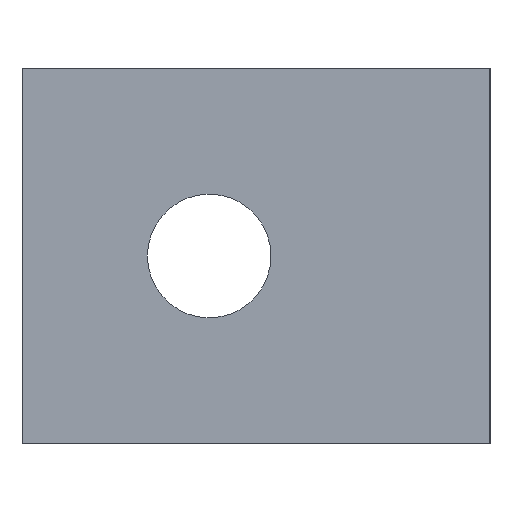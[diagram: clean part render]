
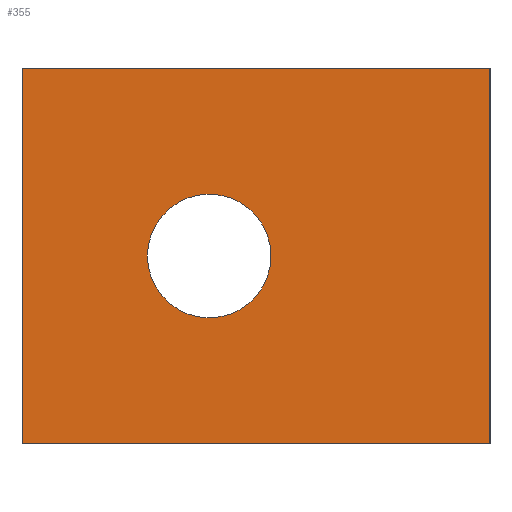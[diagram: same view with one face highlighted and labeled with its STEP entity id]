
A CAD part, left-side view. The second image highlights one B-rep face of the part: STEP entity #355.
In plain terms, the highlighted planar face has unit normal (-1, 0, 0).
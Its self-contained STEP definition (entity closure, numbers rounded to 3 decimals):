
#21 = CARTESIAN_POINT ( 'NONE',  ( 0., 0., 0. ) ) ;
#22 = LINE ( 'NONE', #60, #169 ) ;
#25 = DIRECTION ( 'NONE',  ( 0., 0., -1. ) ) ;
#26 = CARTESIAN_POINT ( 'NONE',  ( 0., 25., 0. ) ) ;
#43 = ORIENTED_EDGE ( 'NONE', *, *, #266, .T. ) ;
#47 = DIRECTION ( 'NONE',  ( 0., 0., -1. ) ) ;
#49 = EDGE_CURVE ( 'NONE', #168, #194, #167, .T. ) ;
#60 = CARTESIAN_POINT ( 'NONE',  ( 0., 25., -20. ) ) ;
#71 = DIRECTION ( 'NONE',  ( 1., 0., 0. ) ) ;
#77 = FACE_BOUND ( 'NONE', #391, .T. ) ;
#83 = CARTESIAN_POINT ( 'NONE',  ( 0., 0., 0. ) ) ;
#89 = VECTOR ( 'NONE', #341, 1000. ) ;
#96 = VERTEX_POINT ( 'NONE', #187 ) ;
#106 = PLANE ( 'NONE',  #230 ) ;
#129 = VERTEX_POINT ( 'NONE', #255 ) ;
#131 = DIRECTION ( 'NONE',  ( 1., 0., 0. ) ) ;
#132 = DIRECTION ( 'NONE',  ( 0., -1., 0. ) ) ;
#144 = VERTEX_POINT ( 'NONE', #408 ) ;
#146 = ORIENTED_EDGE ( 'NONE', *, *, #285, .T. ) ;
#147 = AXIS2_PLACEMENT_3D ( 'NONE', #460, #131, #25 ) ;
#166 = DIRECTION ( 'NONE',  ( 0., -1., 0. ) ) ;
#167 = LINE ( 'NONE', #26, #380 ) ;
#168 = VERTEX_POINT ( 'NONE', #342 ) ;
#169 = VECTOR ( 'NONE', #166, 1000. ) ;
#183 = FACE_OUTER_BOUND ( 'NONE', #199, .T. ) ;
#187 = CARTESIAN_POINT ( 'NONE',  ( 0., 15., -6.7 ) ) ;
#194 = VERTEX_POINT ( 'NONE', #21 ) ;
#199 = EDGE_LOOP ( 'NONE', ( #248, #43, #420, #204 ) ) ;
#204 = ORIENTED_EDGE ( 'NONE', *, *, #49, .F. ) ;
#211 = VERTEX_POINT ( 'NONE', #277 ) ;
#214 = EDGE_CURVE ( 'NONE', #194, #129, #302, .T. ) ;
#230 = AXIS2_PLACEMENT_3D ( 'NONE', #250, #71, #402 ) ;
#247 = CIRCLE ( 'NONE', #147, 3.3 ) ;
#248 = ORIENTED_EDGE ( 'NONE', *, *, #337, .T. ) ;
#250 = CARTESIAN_POINT ( 'NONE',  ( 0., 25., 0. ) ) ;
#255 = CARTESIAN_POINT ( 'NONE',  ( 0., 0., -20. ) ) ;
#266 = EDGE_CURVE ( 'NONE', #211, #129, #22, .T. ) ;
#277 = CARTESIAN_POINT ( 'NONE',  ( 0., 25., -20. ) ) ;
#285 = EDGE_CURVE ( 'NONE', #96, #144, #247, .T. ) ;
#288 = CARTESIAN_POINT ( 'NONE',  ( 0., 25., 0. ) ) ;
#289 = VECTOR ( 'NONE', #400, 1000. ) ;
#302 = LINE ( 'NONE', #83, #89 ) ;
#322 = ORIENTED_EDGE ( 'NONE', *, *, #435, .T. ) ;
#337 = EDGE_CURVE ( 'NONE', #168, #211, #439, .T. ) ;
#341 = DIRECTION ( 'NONE',  ( 0., 0., -1. ) ) ;
#342 = CARTESIAN_POINT ( 'NONE',  ( 0., 25., 0. ) ) ;
#355 = ADVANCED_FACE ( 'PLANAR_2', ( #183, #77 ), #106, .F. ) ;
#357 = AXIS2_PLACEMENT_3D ( 'NONE', #377, #458, #47 ) ;
#377 = CARTESIAN_POINT ( 'NONE',  ( 0., 15., -10. ) ) ;
#380 = VECTOR ( 'NONE', #132, 1000. ) ;
#391 = EDGE_LOOP ( 'NONE', ( #146, #322 ) ) ;
#400 = DIRECTION ( 'NONE',  ( 0., 0., -1. ) ) ;
#402 = DIRECTION ( 'NONE',  ( 0., 0., -1. ) ) ;
#408 = CARTESIAN_POINT ( 'NONE',  ( 0., 15., -13.3 ) ) ;
#420 = ORIENTED_EDGE ( 'NONE', *, *, #214, .F. ) ;
#435 = EDGE_CURVE ( 'NONE', #144, #96, #436, .T. ) ;
#436 = CIRCLE ( 'NONE', #357, 3.3 ) ;
#439 = LINE ( 'NONE', #288, #289 ) ;
#458 = DIRECTION ( 'NONE',  ( 1., 0., 0. ) ) ;
#460 = CARTESIAN_POINT ( 'NONE',  ( 0., 15., -10. ) ) ;
